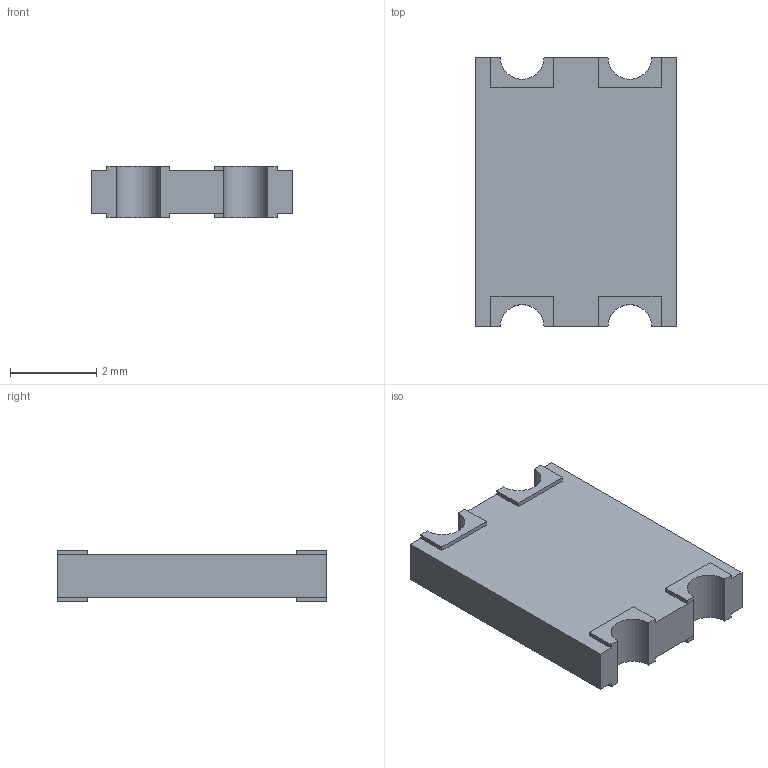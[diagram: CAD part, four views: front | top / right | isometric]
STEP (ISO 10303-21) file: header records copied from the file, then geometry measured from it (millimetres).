
FILE_DESCRIPTION(('FreeCAD Model'),'2;1');
FILE_NAME('Open CASCADE Shape Model','2024-04-10T08:17:55',(''),(''), 'Open CASCADE STEP processor 7.6','FreeCAD','Unknown');
FILE_SCHEMA(('AUTOMOTIVE_DESIGN { 1 0 10303 214 1 1 1 1 }'));
Length unit declared in the file: millimetre
Products named in the file (1): Body
Bounding box: 4.65 x 6.25 x 1.2 mm (x, y, z)
Volume: 27.9 mm3; surface area: 82.9 mm2
Topology: 1 solids, 1 shells, 48 faces, 136 edges, 90 vertices
Faces by surface type: plane 44, cylinder 4
Entity records: 1554 total; most frequent: CARTESIAN_POINT 275, ORIENTED_EDGE 272, DIRECTION 242, EDGE_CURVE 136, LINE 128, VECTOR 128, VERTEX_POINT 90, AXIS2_PLACEMENT_3D 57
